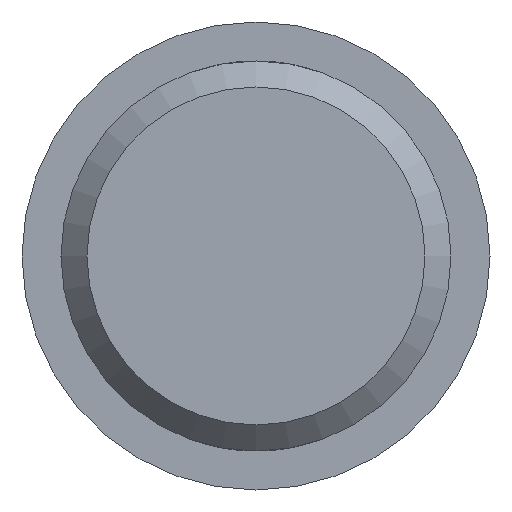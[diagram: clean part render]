
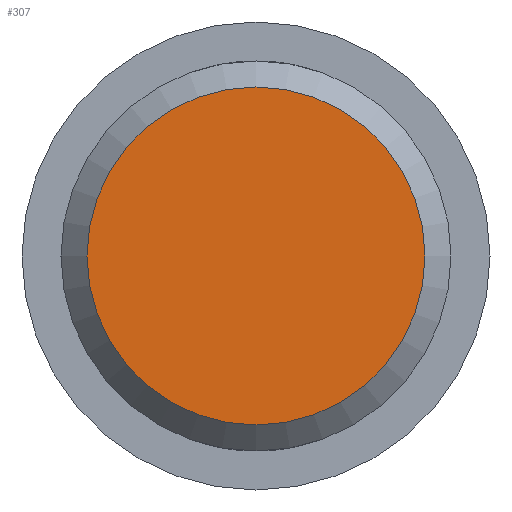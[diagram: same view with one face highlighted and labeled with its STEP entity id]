
A CAD part, left-side view. The second image highlights one B-rep face of the part: STEP entity #307.
In plain terms, the highlighted planar face has unit normal (-1, 0, 0).
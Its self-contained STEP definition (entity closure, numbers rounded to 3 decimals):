
#5 = PLANE ( 'NONE',  #62 ) ;
#12 = EDGE_LOOP ( 'NONE', ( #93 ) ) ;
#40 = CARTESIAN_POINT ( 'NONE',  ( 0., 0., 13. ) ) ;
#61 = DIRECTION ( 'NONE',  ( 0., 0., 1. ) ) ;
#62 = AXIS2_PLACEMENT_3D ( 'NONE', #316, #292, #219 ) ;
#71 = VERTEX_POINT ( 'NONE', #40 ) ;
#87 = CARTESIAN_POINT ( 'NONE',  ( 0., 0., 0. ) ) ;
#93 = ORIENTED_EDGE ( 'NONE', *, *, #270, .T. ) ;
#104 = FACE_OUTER_BOUND ( 'NONE', #12, .T. ) ;
#127 = AXIS2_PLACEMENT_3D ( 'NONE', #87, #291, #61 ) ;
#144 = CIRCLE ( 'NONE', #127, 13. ) ;
#219 = DIRECTION ( 'NONE',  ( 0., 0., -1. ) ) ;
#270 = EDGE_CURVE ( 'NONE', #71, #71, #144, .T. ) ;
#291 = DIRECTION ( 'NONE',  ( -1., 0., 0. ) ) ;
#292 = DIRECTION ( 'NONE',  ( 1., 0., 0. ) ) ;
#307 = ADVANCED_FACE ( 'NONE', ( #104 ), #5, .F. ) ;
#316 = CARTESIAN_POINT ( 'NONE',  ( 0., 13., 0. ) ) ;
